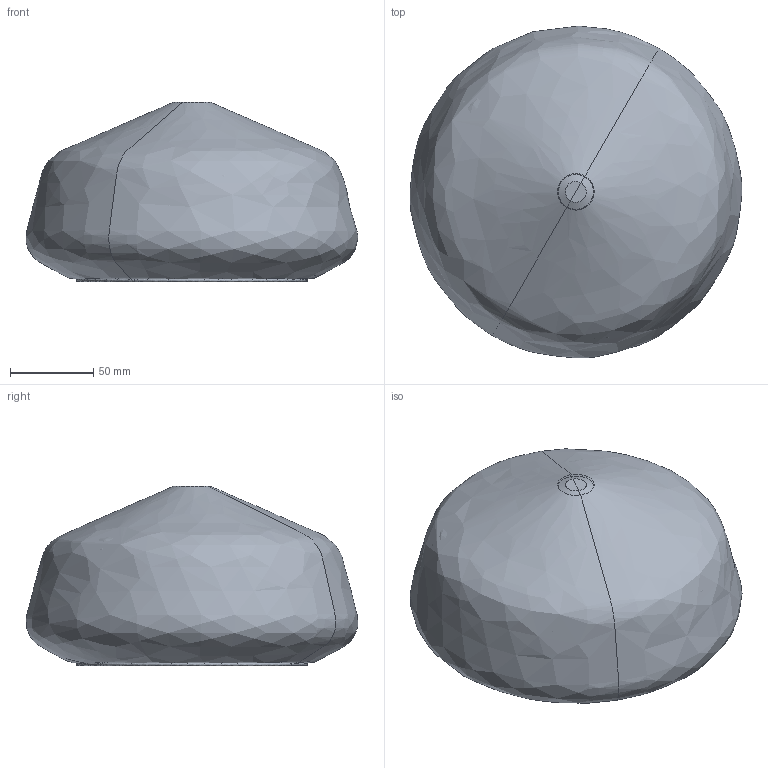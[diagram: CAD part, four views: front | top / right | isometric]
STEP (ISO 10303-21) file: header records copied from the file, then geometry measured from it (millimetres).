
FILE_DESCRIPTION(/* description */ (''),/* implementation_level */ '2;1');
FILE_NAME(/* name */ '17A9BD~1',/* time_stamp */ '2020-05-19T16:21:47+02:00',/* author */ (''),/* organization */ (''),/* preprocessor_version */ 'ST-DEVELOPER v15',/* originating_system */ '',/* authorisation */ '');
FILE_SCHEMA (('AUTOMOTIVE_DESIGN'));
Length unit declared in the file: millimetre
Products named in the file (1): Document
Bounding box: 199.78 x 199.7 x 108.12 mm (x, y, z)
Volume: 46360.2 mm3; surface area: 212947.8 mm2
Topology: 1 solids, 2 shells, 24 faces, 52 edges, 26 vertices
Faces by surface type: bspline 24
Entity records: 1139 total; most frequent: CARTESIAN_POINT 833, ORIENTED_EDGE 92, EDGE_CURVE 48, VERTEX_POINT 26, ADVANCED_FACE 24, FACE_OUTER_BOUND 24, EDGE_LOOP 24, B_SPLINE_CURVE_WITH_KNOTS 18
